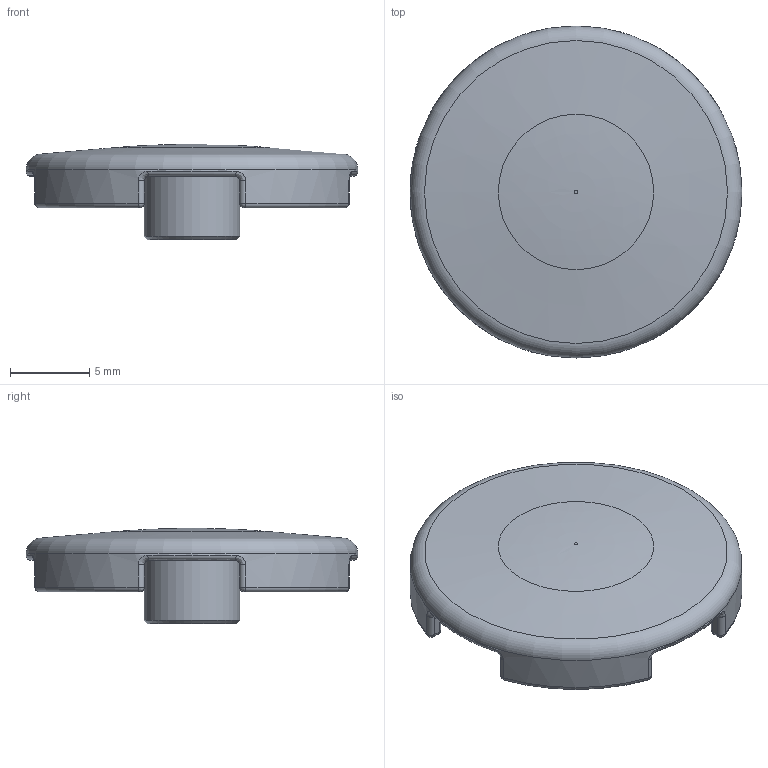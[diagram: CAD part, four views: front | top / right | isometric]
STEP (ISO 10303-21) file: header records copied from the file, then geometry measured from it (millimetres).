
FILE_DESCRIPTION(/* description */ (''),/* implementation_level */ '2;1');
FILE_NAME(/* name */ 'Arcade Button 20.9.step',/* time_stamp */ '2023-06-19T00:53:15+02:00',/* author */ (''),/* organization */ (''),/* preprocessor_version */ 'ST-DEVELOPER v19.2',/* originating_system */ 'Autodesk Translation Framework v12.6.0.85',/* authorisation */ '');
FILE_SCHEMA (('AUTOMOTIVE_DESIGN { 1 0 10303 214 3 1 1 }'));
Length unit declared in the file: millimetre
Products named in the file (1): Button 20.9
Bounding box: 20.9 x 20.9 x 6 mm (x, y, z)
Volume: 711.5 mm3; surface area: 1111.5 mm2
Topology: 2 solids, 2 shells, 126 faces, 278 edges, 156 vertices
Faces by surface type: plane 40, cylinder 38, bspline 17, sphere 16, torus 13, cone 2
Full cylindrical faces by diameter (mm): 6 x1, 20.9 x1
Entity records: 4029 total; most frequent: CARTESIAN_POINT 1291, DIRECTION 568, ORIENTED_EDGE 556, EDGE_CURVE 278, AXIS2_PLACEMENT_3D 220, VERTEX_POINT 156, LINE 128, VECTOR 128
